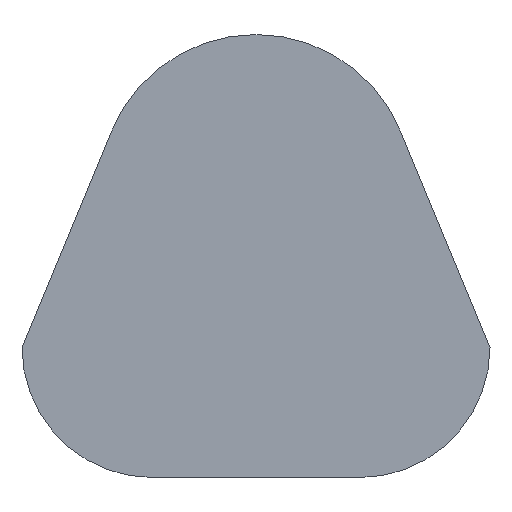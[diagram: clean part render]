
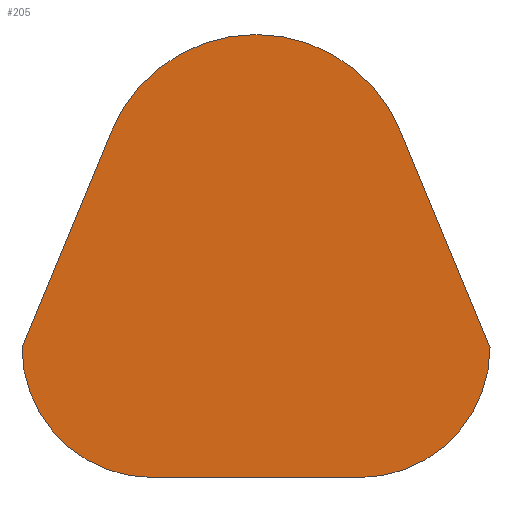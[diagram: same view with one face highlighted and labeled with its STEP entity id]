
A CAD part, front view. The second image highlights one B-rep face of the part: STEP entity #205.
In plain terms, the highlighted planar face has unit normal (0, -1, 0).
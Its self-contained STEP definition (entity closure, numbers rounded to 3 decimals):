
#8 = CARTESIAN_POINT ( 'NONE',  ( 11.087, 0., 4.592 ) ) ;
#41 = EDGE_LOOP ( 'NONE', ( #163, #311, #153, #661, #385, #252, #77, #357 ) ) ;
#61 = CARTESIAN_POINT ( 'NONE',  ( 7.969, 0., -22. ) ) ;
#69 = CARTESIAN_POINT ( 'NONE',  ( 0., 0., -22. ) ) ;
#71 = DIRECTION ( 'NONE',  ( 0., 1., 0. ) ) ;
#77 = ORIENTED_EDGE ( 'NONE', *, *, #533, .F. ) ;
#99 = EDGE_CURVE ( 'NONE', #316, #267, #463, .T. ) ;
#107 = CARTESIAN_POINT ( 'NONE',  ( -11.087, 0., 4.592 ) ) ;
#140 = EDGE_CURVE ( 'NONE', #299, #438, #169, .T. ) ;
#147 = CARTESIAN_POINT ( 'NONE',  ( 0., 0., 0. ) ) ;
#148 = LINE ( 'NONE', #378, #303 ) ;
#152 = DIRECTION ( 'NONE',  ( 0., 0., -1. ) ) ;
#153 = ORIENTED_EDGE ( 'NONE', *, *, #663, .T. ) ;
#163 = ORIENTED_EDGE ( 'NONE', *, *, #464, .F. ) ;
#167 = CIRCLE ( 'NONE', #195, 12. ) ;
#169 = CIRCLE ( 'NONE', #654, 9.99 ) ;
#181 = CIRCLE ( 'NONE', #233, 9.99 ) ;
#195 = AXIS2_PLACEMENT_3D ( 'NONE', #697, #410, #647 ) ;
#205 = ADVANCED_FACE ( 'NONE', ( #433 ), #665, .F. ) ;
#211 = VECTOR ( 'NONE', #637, 1000. ) ;
#214 = CARTESIAN_POINT ( 'NONE',  ( 17.959, 0., 0. ) ) ;
#233 = AXIS2_PLACEMENT_3D ( 'NONE', #354, #529, #585 ) ;
#236 = AXIS2_PLACEMENT_3D ( 'NONE', #147, #612, #683 ) ;
#246 = CARTESIAN_POINT ( 'NONE',  ( 7.969, 0., -12.01 ) ) ;
#252 = ORIENTED_EDGE ( 'NONE', *, *, #140, .F. ) ;
#267 = VERTEX_POINT ( 'NONE', #460 ) ;
#282 = EDGE_CURVE ( 'NONE', #493, #616, #400, .T. ) ;
#292 = DIRECTION ( 'NONE',  ( -0.383, 0., -0.924 ) ) ;
#299 = VERTEX_POINT ( 'NONE', #388 ) ;
#303 = VECTOR ( 'NONE', #613, 1000. ) ;
#305 = DIRECTION ( 'NONE',  ( -1., 0., 0. ) ) ;
#311 = ORIENTED_EDGE ( 'NONE', *, *, #282, .T. ) ;
#316 = VERTEX_POINT ( 'NONE', #8 ) ;
#354 = CARTESIAN_POINT ( 'NONE',  ( -7.969, 0., -12.01 ) ) ;
#357 = ORIENTED_EDGE ( 'NONE', *, *, #99, .F. ) ;
#368 = CARTESIAN_POINT ( 'NONE',  ( -7.969, 0., -22. ) ) ;
#378 = CARTESIAN_POINT ( 'NONE',  ( -17.959, 0., 0. ) ) ;
#383 = LINE ( 'NONE', #214, #549 ) ;
#385 = ORIENTED_EDGE ( 'NONE', *, *, #477, .F. ) ;
#388 = CARTESIAN_POINT ( 'NONE',  ( 17.959, 0., -12.01 ) ) ;
#392 = EDGE_CURVE ( 'NONE', #550, #418, #181, .T. ) ;
#400 = LINE ( 'NONE', #107, #497 ) ;
#404 = VECTOR ( 'NONE', #305, 1000. ) ;
#405 = CARTESIAN_POINT ( 'NONE',  ( 11.087, 0., 4.592 ) ) ;
#407 = CARTESIAN_POINT ( 'NONE',  ( -11.087, 0., 4.592 ) ) ;
#410 = DIRECTION ( 'NONE',  ( 0., 1., 0. ) ) ;
#418 = VERTEX_POINT ( 'NONE', #368 ) ;
#433 = FACE_OUTER_BOUND ( 'NONE', #41, .T. ) ;
#434 = CARTESIAN_POINT ( 'NONE',  ( -17.959, 0., -12.01 ) ) ;
#438 = VERTEX_POINT ( 'NONE', #61 ) ;
#460 = CARTESIAN_POINT ( 'NONE',  ( 17.959, 0., -12. ) ) ;
#463 = LINE ( 'NONE', #405, #211 ) ;
#464 = EDGE_CURVE ( 'NONE', #493, #316, #167, .T. ) ;
#477 = EDGE_CURVE ( 'NONE', #438, #418, #594, .T. ) ;
#493 = VERTEX_POINT ( 'NONE', #407 ) ;
#497 = VECTOR ( 'NONE', #292, 1000. ) ;
#529 = DIRECTION ( 'NONE',  ( 0., -1., 0. ) ) ;
#533 = EDGE_CURVE ( 'NONE', #267, #299, #383, .T. ) ;
#549 = VECTOR ( 'NONE', #152, 1000. ) ;
#550 = VERTEX_POINT ( 'NONE', #434 ) ;
#564 = CARTESIAN_POINT ( 'NONE',  ( -17.959, 0., -12. ) ) ;
#585 = DIRECTION ( 'NONE',  ( 0., 0., 1. ) ) ;
#594 = LINE ( 'NONE', #69, #404 ) ;
#612 = DIRECTION ( 'NONE',  ( 0., 1., 0. ) ) ;
#613 = DIRECTION ( 'NONE',  ( 0., 0., -1. ) ) ;
#616 = VERTEX_POINT ( 'NONE', #564 ) ;
#637 = DIRECTION ( 'NONE',  ( 0.383, 0., -0.924 ) ) ;
#647 = DIRECTION ( 'NONE',  ( 0., 0., 1. ) ) ;
#654 = AXIS2_PLACEMENT_3D ( 'NONE', #246, #71, #695 ) ;
#661 = ORIENTED_EDGE ( 'NONE', *, *, #392, .T. ) ;
#663 = EDGE_CURVE ( 'NONE', #616, #550, #148, .T. ) ;
#665 = PLANE ( 'NONE',  #236 ) ;
#683 = DIRECTION ( 'NONE',  ( 0., 0., 1. ) ) ;
#695 = DIRECTION ( 'NONE',  ( 0., 0., 1. ) ) ;
#697 = CARTESIAN_POINT ( 'NONE',  ( 0., 0., 0. ) ) ;
